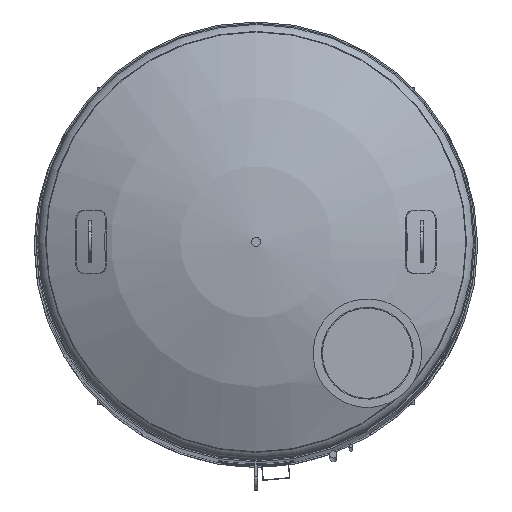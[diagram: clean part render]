
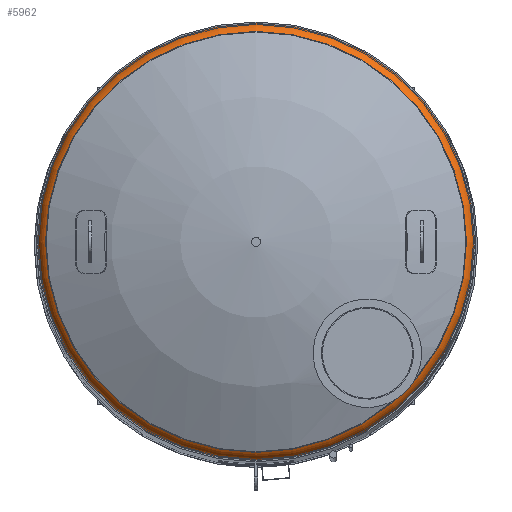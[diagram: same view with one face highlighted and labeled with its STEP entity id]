
A CAD part, top view. The second image highlights one B-rep face of the part: STEP entity #5962.
In plain terms, the highlighted toroidal (fillet/blend) face has major radius 1346.33 mm and minor radius 103.667 mm.
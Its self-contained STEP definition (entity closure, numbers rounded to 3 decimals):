
#5780=CARTESIAN_POINT('',(1449.892,0.,14329.238));
#5781=VERTEX_POINT('',#5780);
#5782=CARTESIAN_POINT('',(0.,0.,14329.238));
#5783=DIRECTION('',(0.0,0.0,1.0));
#5784=DIRECTION('',(-1.0,0.0,0.0));
#5785=AXIS2_PLACEMENT_3D('',#5782,#5783,#5784);
#5786=CIRCLE('',#5785,1449.892);
#5787=EDGE_CURVE('',#5781,#5781,#5786,.T.);
#5939=CARTESIAN_POINT('',(-1374.91,-242.434,14415.429));
#5940=VERTEX_POINT('',#5939);
#5941=CARTESIAN_POINT('',(0.,0.,14415.429));
#5942=DIRECTION('',(0.,0.,-1.0));
#5943=DIRECTION('',(-0.985,-0.174,0.));
#5944=AXIS2_PLACEMENT_3D('',#5941,#5942,#5943);
#5945=CIRCLE('',#5944,1396.12);
#5946=EDGE_CURVE('',#5940,#5940,#5945,.T.);
#5951=CARTESIAN_POINT('',(0.,0.,14324.5));
#5952=DIRECTION('',(0.,0.,-1.0));
#5953=DIRECTION('',(0.174,-0.985,0.));
#5954=AXIS2_PLACEMENT_3D('',#5951,#5952,#5953);
#5955=TOROIDAL_SURFACE('',#5954,1346.333,103.667);
#5956=ORIENTED_EDGE('',*,*,#5946,.T.);
#5957=EDGE_LOOP('',(#5956));
#5958=FACE_OUTER_BOUND('',#5957,.T.);
#5959=ORIENTED_EDGE('',*,*,#5787,.T.);
#5960=EDGE_LOOP('',(#5959));
#5961=FACE_BOUND('',#5960,.T.);
#5962=ADVANCED_FACE('',(#5958,#5961),#5955,.T.);
